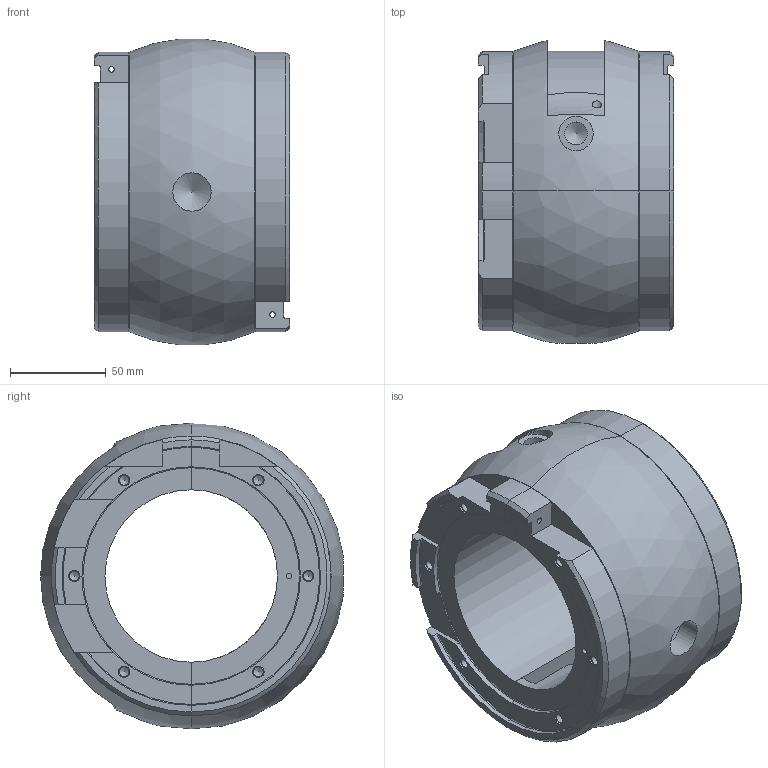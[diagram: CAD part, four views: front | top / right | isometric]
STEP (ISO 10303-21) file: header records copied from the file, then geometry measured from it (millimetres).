
FILE_DESCRIPTION(('STEP AP242'), '1');
FILE_NAME('55. Âêëàäûø ïîäøèïíèêà (âñòàâëÿåòñÿ â êîðïóñ ïîäøèïíèêà)', '', ('UNSPECIFIED'), ('UNSPECIFIED'), 'C3D Converter', 'C3D Toolkit', '');
FILE_SCHEMA(('AP242_MANAGED_MODEL_BASED_3D_ENGINEERING_MIM_LF { 1 0 10303 442 1 1 4 }'));
Length unit declared in the file: millimetre
Assembly tree (2 placements, depth 2):
  (unnamed)
    (unnamed)
    (unnamed)
Bounding box: 102 x 157.95 x 159.43 mm (x, y, z)
Volume: 978147.7 mm3; surface area: 125193.1 mm2
Topology: 2 solids, 2 shells, 220 faces, 592 edges, 392 vertices
Faces by surface type: plane 89, cylinder 80, cone 29, torus 18, sphere 2, bspline 2
Full cylindrical faces by diameter (mm): 3 x5, 5 x14, 6 x12, 8 x2, 12 x2, 18 x2, 20 x1
Entity records: 8424 total; most frequent: CARTESIAN_POINT 2972, DIRECTION 1140, ORIENTED_EDGE 1010, EDGE_CURVE 505, AXIS2_PLACEMENT_3D 465, VERTEX_POINT 357, EDGE_LOOP 306, CIRCLE 244
